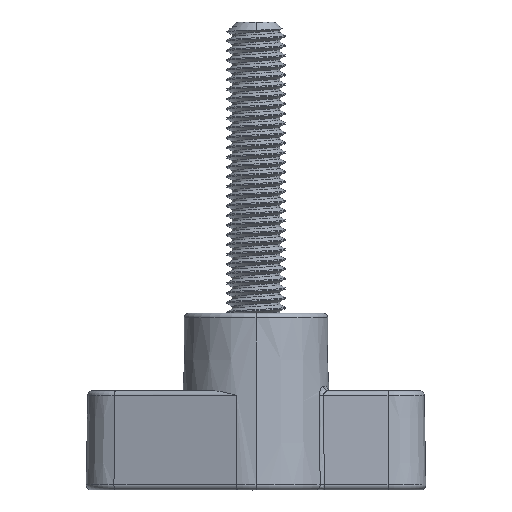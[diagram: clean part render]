
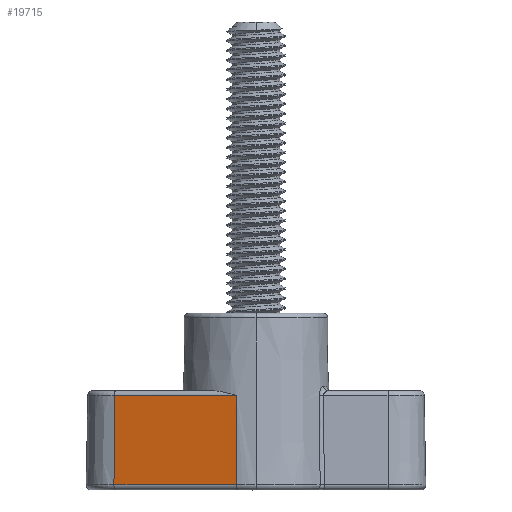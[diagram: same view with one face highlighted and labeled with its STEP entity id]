
A CAD part, top view. The second image highlights one B-rep face of the part: STEP entity #19715.
In plain terms, the highlighted planar face has unit normal (-0.265, 0.018, 0.964).
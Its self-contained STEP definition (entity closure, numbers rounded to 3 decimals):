
#2379 = CARTESIAN_POINT ( 'NONE',  ( -14.632, 0.509, 3.952 ) ) ;
#2481 = DIRECTION ( 'NONE',  ( -0.964, 0., -0.265 ) ) ;
#2862 = AXIS2_PLACEMENT_3D ( 'NONE', #13872, #16530, #4591 ) ;
#3168 = ORIENTED_EDGE ( 'NONE', *, *, #14106, .F. ) ;
#3461 = DIRECTION ( 'NONE',  ( -0.005, -1., 0.017 ) ) ;
#3596 = FACE_OUTER_BOUND ( 'NONE', #20650, .T. ) ;
#4406 = VERTEX_POINT ( 'NONE', #20866 ) ;
#4514 = EDGE_CURVE ( 'NONE', #17514, #4406, #4681, .T. ) ;
#4591 = DIRECTION ( 'NONE',  ( 0.964, 0., 0.265 ) ) ;
#4681 = LINE ( 'NONE', #5961, #24689 ) ;
#4699 = VERTEX_POINT ( 'NONE', #24726 ) ;
#5180 = DIRECTION ( 'NONE',  ( -0.005, -1., 0.017 ) ) ;
#5961 = CARTESIAN_POINT ( 'NONE',  ( -2.04, 0.509, 7.416 ) ) ;
#6362 = EDGE_CURVE ( 'NONE', #4699, #12300, #7493, .T. ) ;
#7493 = LINE ( 'NONE', #8317, #16207 ) ;
#8317 = CARTESIAN_POINT ( 'NONE',  ( -14.589, 9.709, 3.797 ) ) ;
#9451 = DIRECTION ( 'NONE',  ( 0.964, 0., 0.265 ) ) ;
#9606 = ORIENTED_EDGE ( 'NONE', *, *, #4514, .T. ) ;
#12207 = EDGE_CURVE ( 'NONE', #12300, #17514, #24791, .T. ) ;
#12300 = VERTEX_POINT ( 'NONE', #23869 ) ;
#13872 = CARTESIAN_POINT ( 'NONE',  ( -2.042, 0., 7.424 ) ) ;
#14106 = EDGE_CURVE ( 'NONE', #4699, #4406, #15635, .T. ) ;
#15635 = LINE ( 'NONE', #23710, #25340 ) ;
#16207 = VECTOR ( 'NONE', #2481, 1000. ) ;
#16530 = DIRECTION ( 'NONE',  ( -0.265, 0.017, 0.964 ) ) ;
#17254 = VECTOR ( 'NONE', #5180, 1000. ) ;
#17514 = VERTEX_POINT ( 'NONE', #2379 ) ;
#18137 = PLANE ( 'NONE',  #2862 ) ;
#19715 = ADVANCED_FACE ( 'NONE', ( #3596 ), #18137, .T. ) ;
#20605 = ORIENTED_EDGE ( 'NONE', *, *, #6362, .T. ) ;
#20650 = EDGE_LOOP ( 'NONE', ( #3168, #20605, #25031, #9606 ) ) ;
#20866 = CARTESIAN_POINT ( 'NONE',  ( -2.04, 0.509, 7.416 ) ) ;
#20886 = CARTESIAN_POINT ( 'NONE',  ( -14.634, 0., 3.96 ) ) ;
#23710 = CARTESIAN_POINT ( 'NONE',  ( -2.042, 0., 7.424 ) ) ;
#23869 = CARTESIAN_POINT ( 'NONE',  ( -14.589, 9.709, 3.797 ) ) ;
#24689 = VECTOR ( 'NONE', #9451, 1000. ) ;
#24726 = CARTESIAN_POINT ( 'NONE',  ( -1.997, 9.709, 7.261 ) ) ;
#24791 = LINE ( 'NONE', #20886, #17254 ) ;
#25031 = ORIENTED_EDGE ( 'NONE', *, *, #12207, .T. ) ;
#25340 = VECTOR ( 'NONE', #3461, 1000. ) ;
